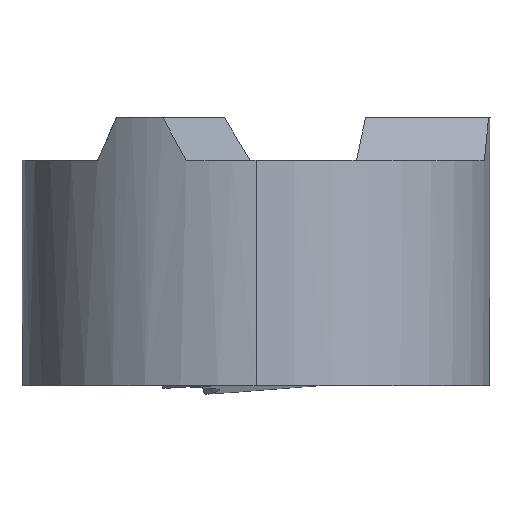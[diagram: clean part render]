
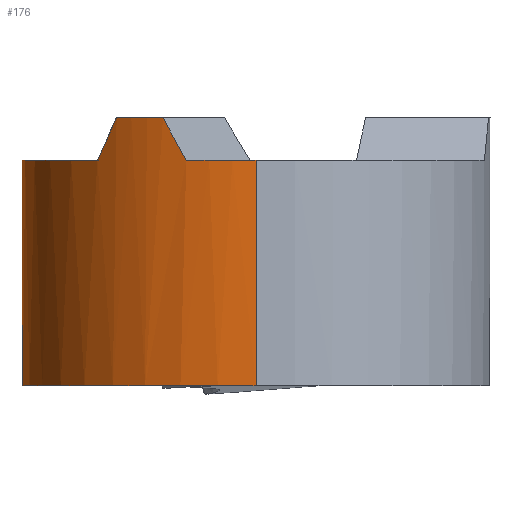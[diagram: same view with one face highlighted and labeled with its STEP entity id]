
A CAD part, left-side view. The second image highlights one B-rep face of the part: STEP entity #176.
In plain terms, the highlighted cylindrical face has radius 5.5 mm (diameter 11 mm), a partial arc.
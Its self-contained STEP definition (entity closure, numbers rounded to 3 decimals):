
#77=(
BOUNDED_CURVE()
B_SPLINE_CURVE(3,(#1734,#1735,#1736,#1737),.UNSPECIFIED.,.F.,.F.)
B_SPLINE_CURVE_WITH_KNOTS((4,4),(0.,1.),.UNSPECIFIED.)
CURVE()
GEOMETRIC_REPRESENTATION_ITEM()
RATIONAL_B_SPLINE_CURVE((1.,1.,1.,1.))
REPRESENTATION_ITEM('')
);
#79=(
BOUNDED_CURVE()
B_SPLINE_CURVE(3,(#1749,#1750,#1751,#1752),.UNSPECIFIED.,.F.,.F.)
B_SPLINE_CURVE_WITH_KNOTS((4,4),(0.,1.),.UNSPECIFIED.)
CURVE()
GEOMETRIC_REPRESENTATION_ITEM()
RATIONAL_B_SPLINE_CURVE((1.,0.999,0.999,1.))
REPRESENTATION_ITEM('')
);
#81=(
BOUNDED_CURVE()
B_SPLINE_CURVE(3,(#1758,#1759,#1760,#1761),.UNSPECIFIED.,.F.,.F.)
B_SPLINE_CURVE_WITH_KNOTS((4,4),(0.,1.),.UNSPECIFIED.)
CURVE()
GEOMETRIC_REPRESENTATION_ITEM()
RATIONAL_B_SPLINE_CURVE((1.,0.999,0.999,1.))
REPRESENTATION_ITEM('')
);
#132=CIRCLE('',#1084,5.5);
#134=CIRCLE('',#1094,5.5);
#136=CIRCLE('',#1097,5.5);
#137=CIRCLE('',#1098,5.5);
#176=ADVANCED_FACE('',(#243),#212,.T.);
#212=CYLINDRICAL_SURFACE('',#1099,5.5);
#243=FACE_OUTER_BOUND('',#298,.T.);
#298=EDGE_LOOP('',(#552,#553,#554,#555,#556,#557,#558,#559,#560));
#342=LINE('',#1601,#389);
#346=LINE('',#1660,#393);
#389=VECTOR('',#1199,1.);
#393=VECTOR('',#1213,1.);
#552=ORIENTED_EDGE('',*,*,#861,.F.);
#553=ORIENTED_EDGE('',*,*,#914,.F.);
#554=ORIENTED_EDGE('',*,*,#909,.F.);
#555=ORIENTED_EDGE('',*,*,#893,.F.);
#556=ORIENTED_EDGE('',*,*,#907,.F.);
#557=ORIENTED_EDGE('',*,*,#912,.F.);
#558=ORIENTED_EDGE('',*,*,#903,.F.);
#559=ORIENTED_EDGE('',*,*,#874,.T.);
#560=ORIENTED_EDGE('',*,*,#915,.T.);
#754=VERTEX_POINT('',#1599);
#756=VERTEX_POINT('',#1602);
#765=VERTEX_POINT('',#1659);
#766=VERTEX_POINT('',#1661);
#779=VERTEX_POINT('',#1708);
#781=VERTEX_POINT('',#1711);
#784=VERTEX_POINT('',#1738);
#786=VERTEX_POINT('',#1747);
#788=VERTEX_POINT('',#1762);
#861=EDGE_CURVE('',#754,#756,#342,.T.);
#874=EDGE_CURVE('',#766,#765,#346,.T.);
#893=EDGE_CURVE('',#779,#781,#132,.T.);
#903=EDGE_CURVE('',#766,#784,#77,.T.);
#907=EDGE_CURVE('',#786,#779,#79,.T.);
#909=EDGE_CURVE('',#781,#788,#81,.T.);
#912=EDGE_CURVE('',#784,#786,#134,.T.);
#914=EDGE_CURVE('',#788,#754,#136,.T.);
#915=EDGE_CURVE('',#765,#756,#137,.T.);
#1084=AXIS2_PLACEMENT_3D('',#1710,#1241,#1242);
#1094=AXIS2_PLACEMENT_3D('',#1770,#1270,#1271);
#1097=AXIS2_PLACEMENT_3D('',#1773,#1276,#1277);
#1098=AXIS2_PLACEMENT_3D('',#1774,#1278,#1279);
#1099=AXIS2_PLACEMENT_3D('',#1775,#1280,#1281);
#1199=DIRECTION('',(0.,0.,-1.));
#1213=DIRECTION('',(0.,0.,-1.));
#1241=DIRECTION('',(0.,0.,1.));
#1242=DIRECTION('',(1.,0.,0.));
#1270=DIRECTION('',(0.,0.,1.));
#1271=DIRECTION('',(1.,0.,0.));
#1276=DIRECTION('',(0.,0.,1.));
#1277=DIRECTION('',(1.,0.,0.));
#1278=DIRECTION('',(0.,0.,1.));
#1279=DIRECTION('',(1.,0.,0.));
#1280=DIRECTION('',(0.,0.,-1.));
#1281=DIRECTION('',(1.,0.,0.));
#1599=CARTESIAN_POINT('',(-5.5,0.,-0.1));
#1601=CARTESIAN_POINT('',(-5.5,0.,0.9));
#1602=CARTESIAN_POINT('',(-5.5,0.,-5.4));
#1659=CARTESIAN_POINT('',(4.299,3.43,-5.4));
#1660=CARTESIAN_POINT('',(4.299,3.43,0.9));
#1661=CARTESIAN_POINT('',(4.299,3.43,0.568));
#1708=CARTESIAN_POINT('',(-4.417,3.277,0.9));
#1710=CARTESIAN_POINT('',(0.,0.,0.9));
#1711=CARTESIAN_POINT('',(-5.046,2.187,0.9));
#1734=CARTESIAN_POINT('',(4.299,3.43,0.568));
#1735=CARTESIAN_POINT('',(4.218,3.532,0.344));
#1736=CARTESIAN_POINT('',(4.133,3.632,0.121));
#1737=CARTESIAN_POINT('',(4.044,3.728,-0.1));
#1738=CARTESIAN_POINT('',(4.044,3.728,-0.1));
#1747=CARTESIAN_POINT('',(-4.044,3.728,-0.1));
#1749=CARTESIAN_POINT('',(-4.044,3.728,-0.1));
#1750=CARTESIAN_POINT('',(-4.176,3.584,0.23));
#1751=CARTESIAN_POINT('',(-4.301,3.434,0.564));
#1752=CARTESIAN_POINT('',(-4.417,3.277,0.9));
#1758=CARTESIAN_POINT('',(-5.046,2.187,0.9));
#1759=CARTESIAN_POINT('',(-5.124,2.008,0.564));
#1760=CARTESIAN_POINT('',(-5.192,1.825,0.23));
#1761=CARTESIAN_POINT('',(-5.25,1.638,-0.1));
#1762=CARTESIAN_POINT('',(-5.25,1.638,-0.1));
#1770=CARTESIAN_POINT('',(0.,0.,-0.1));
#1773=CARTESIAN_POINT('',(0.,0.,-0.1));
#1774=CARTESIAN_POINT('',(0.,0.,-5.4));
#1775=CARTESIAN_POINT('',(0.,0.,0.9));
